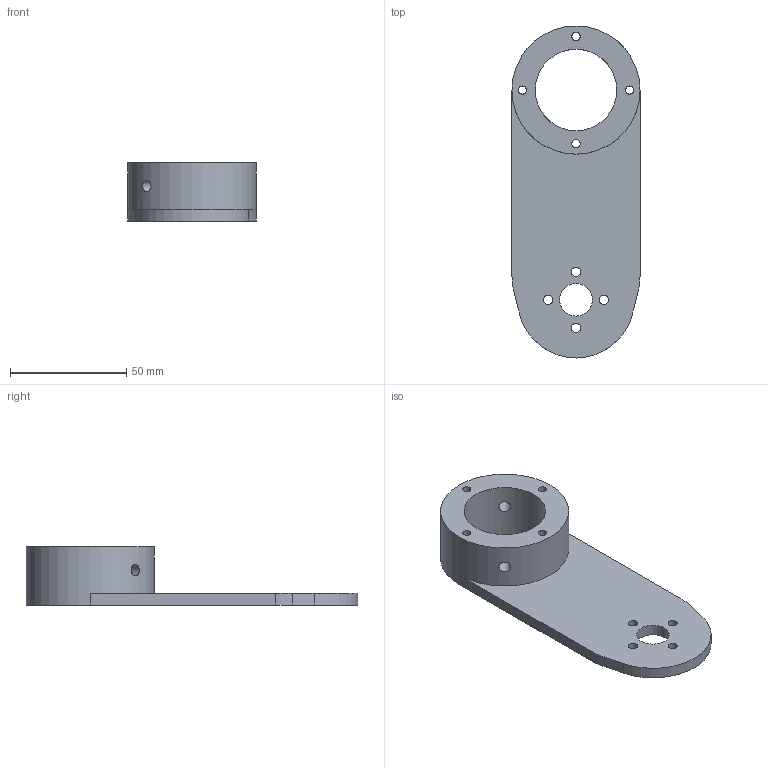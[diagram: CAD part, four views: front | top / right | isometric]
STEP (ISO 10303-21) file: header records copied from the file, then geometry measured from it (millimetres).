
FILE_DESCRIPTION(/* description */ (''),/* implementation_level */ '2;1');
FILE_NAME(/* name */ 'Pièce Tout en 1 v1.step',/* time_stamp */ '2020-01-31T17:54:16+01:00',/* author */ (''),/* organization */ (''),/* preprocessor_version */ 'ST-DEVELOPER v18',/* originating_system */ 'Autodesk Translation Framework v8.12.0.6',/* authorisation */ '');
FILE_SCHEMA (('AUTOMOTIVE_DESIGN { 1 0 10303 214 3 1 1 }'));
Length unit declared in the file: millimetre
Products named in the file (1): Untitled (v2~recovered)
Bounding box: 55 x 142.5 x 25 mm (x, y, z)
Volume: 56579.7 mm3; surface area: 21582 mm2
Topology: 1 solids, 1 shells, 31 faces, 84 edges, 59 vertices
Faces by surface type: cylinder 20, plane 11
Full cylindrical faces by diameter (mm): 3.5 x4, 4 x8, 5 x2, 14 x1, 35 x1, 55 x1
Entity records: 1221 total; most frequent: CARTESIAN_POINT 311, DIRECTION 183, ORIENTED_EDGE 168, EDGE_CURVE 84, AXIS2_PLACEMENT_3D 75, EDGE_LOOP 59, VERTEX_POINT 59, CIRCLE 43
